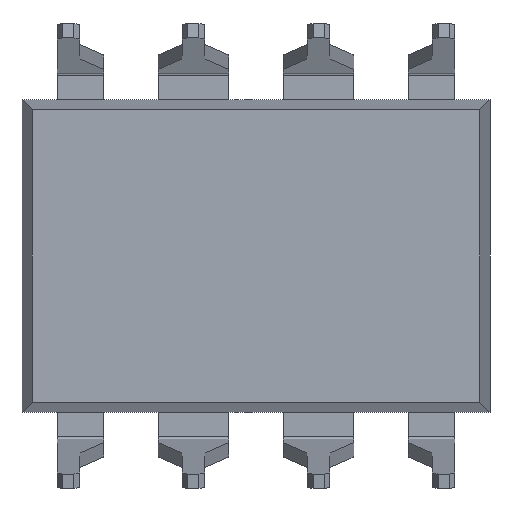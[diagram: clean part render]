
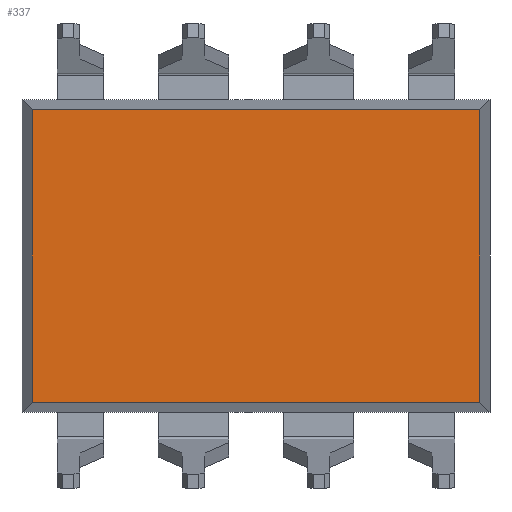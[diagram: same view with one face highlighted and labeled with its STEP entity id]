
A CAD part, front view. The second image highlights one B-rep face of the part: STEP entity #337.
In plain terms, the highlighted planar face has unit normal (0, -1, 0).
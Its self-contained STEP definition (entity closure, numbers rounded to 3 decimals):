
#12 = PLANE ( 'NONE',  #4011 ) ;
#143 = CARTESIAN_POINT ( 'NONE',  ( 4.546, -1.6, -3.17 ) ) ;
#337 = ADVANCED_FACE ( 'NONE', ( #1980 ), #12, .T. ) ;
#464 = VECTOR ( 'NONE', #2260, 1000. ) ;
#484 = DIRECTION ( 'NONE',  ( 0., 0., -1. ) ) ;
#628 = CARTESIAN_POINT ( 'NONE',  ( -4.75, -1.6, -2.966 ) ) ;
#959 = VECTOR ( 'NONE', #3149, 1000. ) ;
#1059 = VECTOR ( 'NONE', #3875, 1000. ) ;
#1067 = VERTEX_POINT ( 'NONE', #4651 ) ;
#1327 = EDGE_CURVE ( 'NONE', #3030, #5400, #2616, .T. ) ;
#1334 = ORIENTED_EDGE ( 'NONE', *, *, #4530, .T. ) ;
#1364 = ORIENTED_EDGE ( 'NONE', *, *, #3638, .T. ) ;
#1825 = VECTOR ( 'NONE', #3371, 1000. ) ;
#1980 = FACE_OUTER_BOUND ( 'NONE', #3648, .T. ) ;
#2185 = LINE ( 'NONE', #4747, #1059 ) ;
#2197 = LINE ( 'NONE', #628, #464 ) ;
#2260 = DIRECTION ( 'NONE',  ( 1., 0., 0. ) ) ;
#2348 = LINE ( 'NONE', #4700, #1825 ) ;
#2562 = DIRECTION ( 'NONE',  ( 0., -1., 0. ) ) ;
#2570 = EDGE_CURVE ( 'NONE', #1067, #4831, #2185, .T. ) ;
#2616 = LINE ( 'NONE', #143, #959 ) ;
#2629 = ORIENTED_EDGE ( 'NONE', *, *, #1327, .T. ) ;
#2684 = CARTESIAN_POINT ( 'NONE',  ( -4.546, -1.6, -2.966 ) ) ;
#3015 = ORIENTED_EDGE ( 'NONE', *, *, #2570, .T. ) ;
#3030 = VERTEX_POINT ( 'NONE', #3317 ) ;
#3149 = DIRECTION ( 'NONE',  ( 0., 0., 1. ) ) ;
#3317 = CARTESIAN_POINT ( 'NONE',  ( 4.546, -1.6, -2.966 ) ) ;
#3371 = DIRECTION ( 'NONE',  ( -1., 0., 0. ) ) ;
#3638 = EDGE_CURVE ( 'NONE', #4831, #3030, #2197, .T. ) ;
#3648 = EDGE_LOOP ( 'NONE', ( #1334, #3015, #1364, #2629 ) ) ;
#3875 = DIRECTION ( 'NONE',  ( 0., 0., -1. ) ) ;
#4011 = AXIS2_PLACEMENT_3D ( 'NONE', #4267, #2562, #484 ) ;
#4012 = CARTESIAN_POINT ( 'NONE',  ( 4.546, -1.6, 2.966 ) ) ;
#4267 = CARTESIAN_POINT ( 'NONE',  ( 0., -1.6, 0. ) ) ;
#4530 = EDGE_CURVE ( 'NONE', #5400, #1067, #2348, .T. ) ;
#4651 = CARTESIAN_POINT ( 'NONE',  ( -4.546, -1.6, 2.966 ) ) ;
#4700 = CARTESIAN_POINT ( 'NONE',  ( 4.75, -1.6, 2.966 ) ) ;
#4747 = CARTESIAN_POINT ( 'NONE',  ( -4.546, -1.6, 3.17 ) ) ;
#4831 = VERTEX_POINT ( 'NONE', #2684 ) ;
#5400 = VERTEX_POINT ( 'NONE', #4012 ) ;
